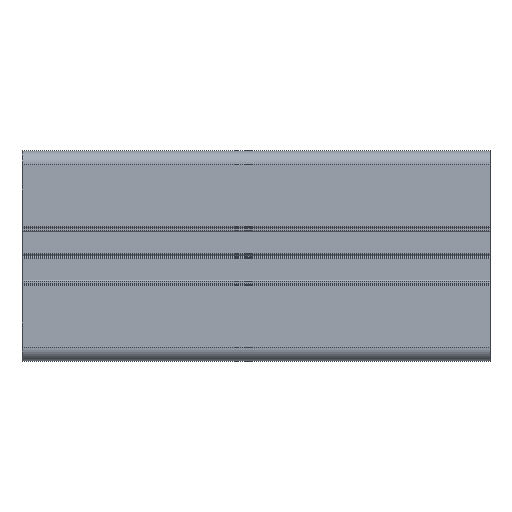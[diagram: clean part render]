
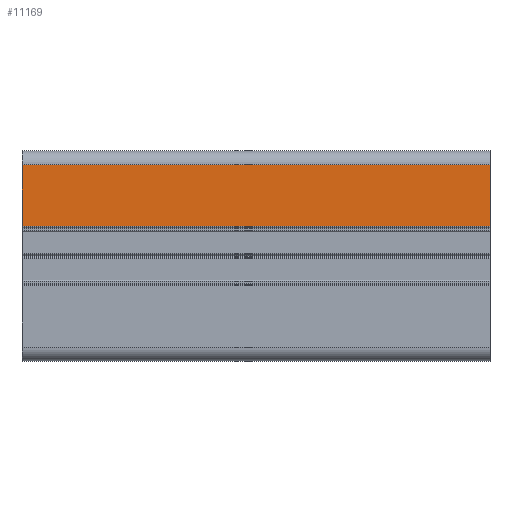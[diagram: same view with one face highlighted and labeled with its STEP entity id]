
A CAD part, front view. The second image highlights one B-rep face of the part: STEP entity #11169.
In plain terms, the highlighted planar face has unit normal (0, -1, 0).
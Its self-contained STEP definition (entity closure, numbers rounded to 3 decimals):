
#112 = EDGE_CURVE ( 'NONE', #117, #6693, #3545, .T. ) ;
#117 = VERTEX_POINT ( 'NONE', #13957 ) ;
#321 = EDGE_LOOP ( 'NONE', ( #16173, #8580, #12505, #15190 ) ) ;
#728 = FACE_OUTER_BOUND ( 'NONE', #321, .T. ) ;
#959 = LINE ( 'NONE', #12857, #11323 ) ;
#1215 = EDGE_CURVE ( 'NONE', #6693, #11549, #13329, .T. ) ;
#2001 = DIRECTION ( 'NONE',  ( 1., 0., 0. ) ) ;
#2558 = DIRECTION ( 'NONE',  ( 1., 0., 0. ) ) ;
#2653 = CARTESIAN_POINT ( 'NONE',  ( -100., -22.5, 6.325 ) ) ;
#3545 = LINE ( 'NONE', #5883, #11117 ) ;
#3819 = VECTOR ( 'NONE', #8430, 1000. ) ;
#4590 = DIRECTION ( 'NONE',  ( 0., 0., -1. ) ) ;
#4699 = CARTESIAN_POINT ( 'NONE',  ( 0., -22.5, 19.5 ) ) ;
#4894 = DIRECTION ( 'NONE',  ( 0., -1., 0. ) ) ;
#5883 = CARTESIAN_POINT ( 'NONE',  ( -100., -22.5, 6.325 ) ) ;
#6693 = VERTEX_POINT ( 'NONE', #11326 ) ;
#7507 = PLANE ( 'NONE',  #9054 ) ;
#8115 = CARTESIAN_POINT ( 'NONE',  ( 0., -22.5, 6.325 ) ) ;
#8430 = DIRECTION ( 'NONE',  ( 0., 0., -1. ) ) ;
#8580 = ORIENTED_EDGE ( 'NONE', *, *, #14313, .F. ) ;
#9054 = AXIS2_PLACEMENT_3D ( 'NONE', #11162, #4894, #14192 ) ;
#10728 = CARTESIAN_POINT ( 'NONE',  ( 0., -22.5, 6.325 ) ) ;
#10741 = LINE ( 'NONE', #8115, #3819 ) ;
#11117 = VECTOR ( 'NONE', #4590, 1000. ) ;
#11162 = CARTESIAN_POINT ( 'NONE',  ( -100., -22.5, 6.325 ) ) ;
#11169 = ADVANCED_FACE ( 'NONE', ( #728 ), #7507, .T. ) ;
#11323 = VECTOR ( 'NONE', #2001, 1000. ) ;
#11326 = CARTESIAN_POINT ( 'NONE',  ( -100., -22.5, 6.325 ) ) ;
#11549 = VERTEX_POINT ( 'NONE', #10728 ) ;
#12505 = ORIENTED_EDGE ( 'NONE', *, *, #112, .T. ) ;
#12857 = CARTESIAN_POINT ( 'NONE',  ( -100., -22.5, 19.5 ) ) ;
#13089 = VERTEX_POINT ( 'NONE', #4699 ) ;
#13329 = LINE ( 'NONE', #2653, #14374 ) ;
#13957 = CARTESIAN_POINT ( 'NONE',  ( -100., -22.5, 19.5 ) ) ;
#14192 = DIRECTION ( 'NONE',  ( 0., 0., -1. ) ) ;
#14196 = EDGE_CURVE ( 'NONE', #13089, #11549, #10741, .T. ) ;
#14313 = EDGE_CURVE ( 'NONE', #117, #13089, #959, .T. ) ;
#14374 = VECTOR ( 'NONE', #2558, 1000. ) ;
#15190 = ORIENTED_EDGE ( 'NONE', *, *, #1215, .T. ) ;
#16173 = ORIENTED_EDGE ( 'NONE', *, *, #14196, .F. ) ;
